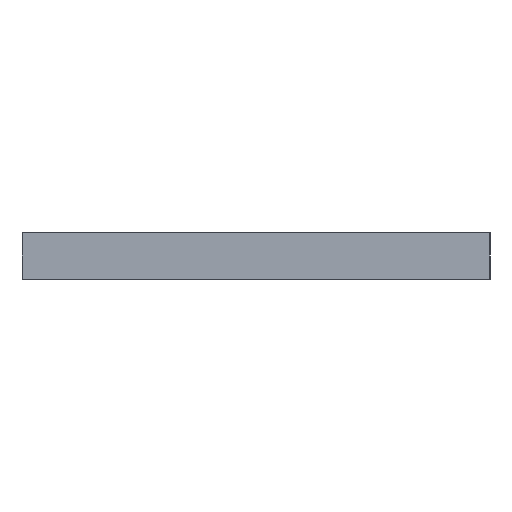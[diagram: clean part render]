
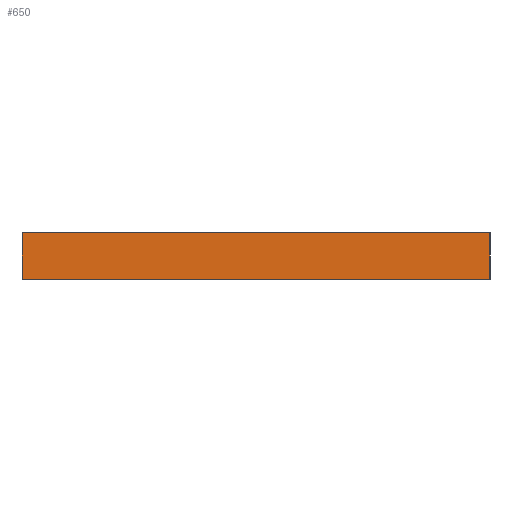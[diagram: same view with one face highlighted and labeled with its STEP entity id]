
A CAD part, left-side view. The second image highlights one B-rep face of the part: STEP entity #650.
In plain terms, the highlighted planar face has unit normal (-1, 0, 0).
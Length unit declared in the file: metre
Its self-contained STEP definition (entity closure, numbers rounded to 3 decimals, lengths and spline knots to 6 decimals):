
#103=ORIENTED_EDGE('',*,*,#243,.F.);
#104=ORIENTED_EDGE('',*,*,#244,.F.);
#105=ORIENTED_EDGE('',*,*,#245,.T.);
#106=ORIENTED_EDGE('',*,*,#240,.T.);
#240=EDGE_CURVE('',#311,#309,#376,.T.);
#243=EDGE_CURVE('',#313,#309,#379,.T.);
#244=EDGE_CURVE('',#314,#313,#380,.T.);
#245=EDGE_CURVE('',#314,#311,#381,.T.);
#309=VERTEX_POINT('',#993);
#311=VERTEX_POINT('',#996);
#313=VERTEX_POINT('',#1002);
#314=VERTEX_POINT('',#1004);
#376=LINE('',#995,#388);
#379=LINE('',#1001,#391);
#380=LINE('',#1003,#392);
#381=LINE('',#1005,#393);
#388=VECTOR('',#795,1.);
#391=VECTOR('',#800,1.);
#392=VECTOR('',#801,1.);
#393=VECTOR('',#802,1.);
#400=EDGE_LOOP('',(#103,#104,#105,#106));
#522=FACE_BOUND('',#400,.T.);
#644=PLANE('',#698);
#650=ADVANCED_FACE('',(#522),#644,.T.);
#698=AXIS2_PLACEMENT_3D('',#1000,#798,#799);
#795=DIRECTION('',(0.,0.,1.));
#798=DIRECTION('',(-1.,0.,0.));
#799=DIRECTION('',(0.,0.,1.));
#800=DIRECTION('',(0.,-1.,0.));
#801=DIRECTION('',(0.,0.,1.));
#802=DIRECTION('',(0.,-1.,0.));
#993=CARTESIAN_POINT('',(-0.045,-0.03175,-0.013511));
#995=CARTESIAN_POINT('',(-0.045,-0.03175,-0.019861));
#996=CARTESIAN_POINT('',(-0.045,-0.03175,-0.019861));
#1000=CARTESIAN_POINT('',(-0.045,0.,-0.019861));
#1001=CARTESIAN_POINT('',(-0.045,0.,-0.013511));
#1002=CARTESIAN_POINT('',(-0.045,0.03175,-0.013511));
#1003=CARTESIAN_POINT('',(-0.045,0.03175,-0.019861));
#1004=CARTESIAN_POINT('',(-0.045,0.03175,-0.019861));
#1005=CARTESIAN_POINT('',(-0.045,0.,-0.019861));
